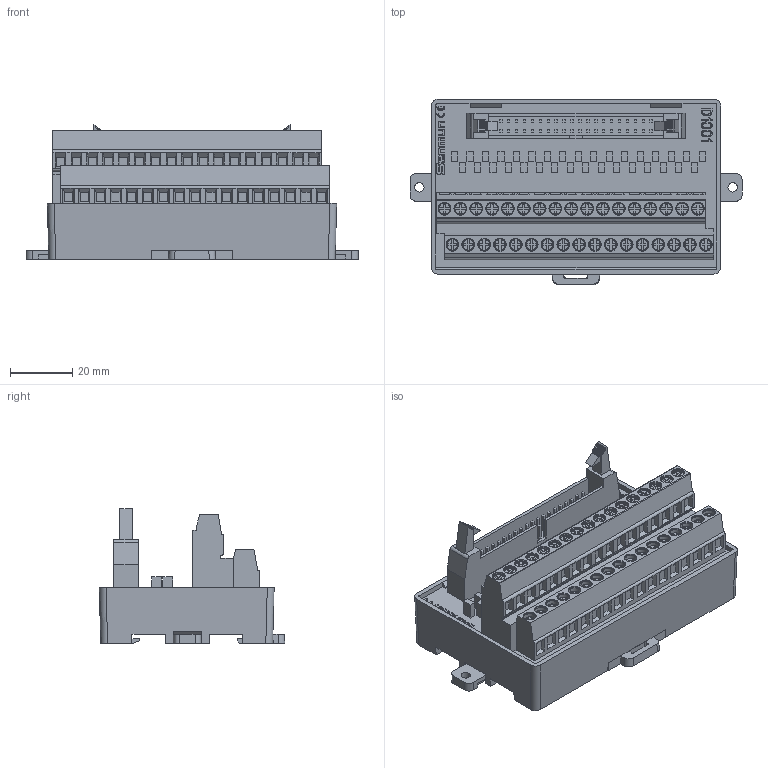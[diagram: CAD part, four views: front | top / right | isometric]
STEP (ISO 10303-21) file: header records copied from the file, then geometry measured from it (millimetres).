
FILE_DESCRIPTION(/* description */ (''),/* implementation_level */ '2;1');
FILE_NAME(/* name */ 'D1001-E 3D_stp.stp',/* time_stamp */ '2024-08-08T19:21:32+08:00',/* author */ (''),/* organization */ (''),/* preprocessor_version */ 'ST-DEVELOPER v14',/* originating_system */ 'SIEMENS PLM Software NX 8.0',/* authorisation */ '');
FILE_SCHEMA (('AUTOMOTIVE_DESIGN { 1 0 10303 214 3 1 1 1 }'));
Products named in the file (1): Admi1DECE167vyy0
Bounding box: 106.5 x 59.51 x 43.25 mm (x, y, z)
Volume: 113571.2 mm3; surface area: 32352.5 mm2
Topology: 3 solids, 3 shells, 1906 faces, 4950 edges, 3254 vertices
Faces by surface type: plane 1503, cylinder 173, torus 126, cone 92, extrusion 10, bspline 2
Full cylindrical faces by diameter (mm): 3 x2, 4.1 x10, 4.13 x10
Entity records: 61942 total; most frequent: CARTESIAN_POINT 13819, ORIENTED_EDGE 9794, DIRECTION 8846, EDGE_CURVE 4897, VECTOR 3914, LINE 3904, VERTEX_POINT 3237, AXIS2_PLACEMENT_3D 2466
